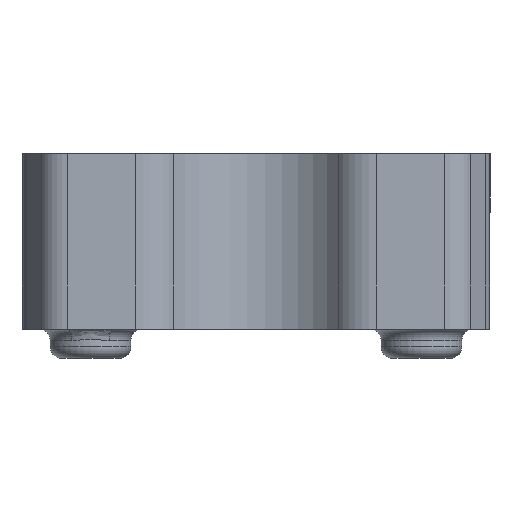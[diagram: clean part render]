
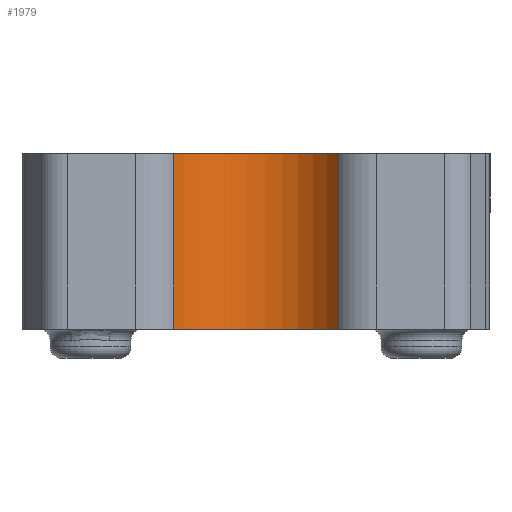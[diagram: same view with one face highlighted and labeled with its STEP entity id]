
A CAD part, front view. The second image highlights one B-rep face of the part: STEP entity #1979.
In plain terms, the highlighted cylindrical face has radius 11.113 mm (diameter 22.225 mm), a partial arc.
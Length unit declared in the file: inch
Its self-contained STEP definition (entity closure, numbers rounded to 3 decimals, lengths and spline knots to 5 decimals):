
#127 = CARTESIAN_POINT ( 'NONE',  ( 0., -1.125, -3.00449 ) ) ;
#188 = CARTESIAN_POINT ( 'NONE',  ( -0.3523, -0.86559, -0.75 ) ) ;
#662 = DIRECTION ( 'NONE',  ( 0., 0., -1. ) ) ;
#723 = VERTEX_POINT ( 'NONE', #2700 ) ;
#929 = LINE ( 'NONE', #1430, #3074 ) ;
#1106 = DIRECTION ( 'NONE',  ( 0., 0., 1. ) ) ;
#1314 = DIRECTION ( 'NONE',  ( 0., 0., 1. ) ) ;
#1430 = CARTESIAN_POINT ( 'NONE',  ( 0.3523, -0.86559, -3.00449 ) ) ;
#1539 = VECTOR ( 'NONE', #1106, 39.37008 ) ;
#1675 = DIRECTION ( 'NONE',  ( -1., 0., 0. ) ) ;
#1863 = AXIS2_PLACEMENT_3D ( 'NONE', #1867, #662, #2638 ) ;
#1867 = CARTESIAN_POINT ( 'NONE',  ( 0., -1.125, 0. ) ) ;
#1960 = EDGE_LOOP ( 'NONE', ( #4642, #4071, #3852, #2936 ) ) ;
#1979 = ADVANCED_FACE ( 'NONE', ( #4419 ), #2874, .F. ) ;
#2153 = CARTESIAN_POINT ( 'NONE',  ( 0.3523, -0.86559, 0. ) ) ;
#2157 = CARTESIAN_POINT ( 'NONE',  ( -0.3523, -0.86559, 0. ) ) ;
#2160 = VERTEX_POINT ( 'NONE', #2157 ) ;
#2638 = DIRECTION ( 'NONE',  ( 1., 0., 0. ) ) ;
#2700 = CARTESIAN_POINT ( 'NONE',  ( 0.3523, -0.86559, -0.75 ) ) ;
#2728 = AXIS2_PLACEMENT_3D ( 'NONE', #127, #3190, #2787 ) ;
#2787 = DIRECTION ( 'NONE',  ( 1., 0., 0. ) ) ;
#2851 = VERTEX_POINT ( 'NONE', #188 ) ;
#2874 = CYLINDRICAL_SURFACE ( 'NONE', #2728, 0.4375 ) ;
#2936 = ORIENTED_EDGE ( 'NONE', *, *, #4393, .F. ) ;
#3074 = VECTOR ( 'NONE', #1314, 39.37008 ) ;
#3190 = DIRECTION ( 'NONE',  ( 0., 0., 1. ) ) ;
#3449 = LINE ( 'NONE', #5004, #1539 ) ;
#3621 = VERTEX_POINT ( 'NONE', #2153 ) ;
#3623 = AXIS2_PLACEMENT_3D ( 'NONE', #4354, #3971, #1675 ) ;
#3852 = ORIENTED_EDGE ( 'NONE', *, *, #4302, .T. ) ;
#3860 = CIRCLE ( 'NONE', #3623, 0.4375 ) ;
#3890 = EDGE_CURVE ( 'NONE', #723, #2851, #3860, .T. ) ;
#3971 = DIRECTION ( 'NONE',  ( 0., 0., 1. ) ) ;
#4041 = CIRCLE ( 'NONE', #1863, 0.4375 ) ;
#4071 = ORIENTED_EDGE ( 'NONE', *, *, #3890, .F. ) ;
#4085 = EDGE_CURVE ( 'NONE', #2851, #2160, #3449, .T. ) ;
#4302 = EDGE_CURVE ( 'NONE', #723, #3621, #929, .T. ) ;
#4354 = CARTESIAN_POINT ( 'NONE',  ( 0., -1.125, -0.75 ) ) ;
#4393 = EDGE_CURVE ( 'NONE', #2160, #3621, #4041, .T. ) ;
#4419 = FACE_OUTER_BOUND ( 'NONE', #1960, .T. ) ;
#4642 = ORIENTED_EDGE ( 'NONE', *, *, #4085, .F. ) ;
#5004 = CARTESIAN_POINT ( 'NONE',  ( -0.3523, -0.86559, -3.00449 ) ) ;
